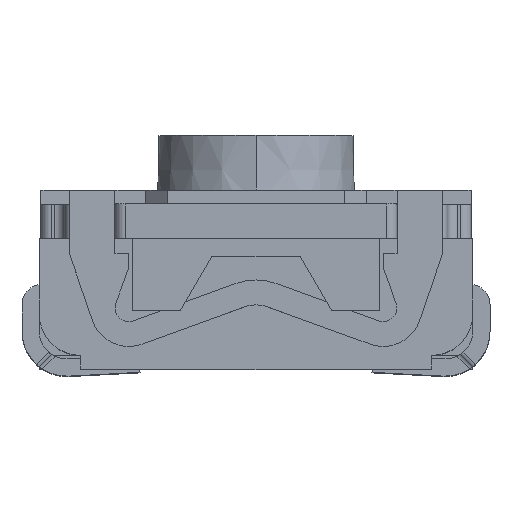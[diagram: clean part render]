
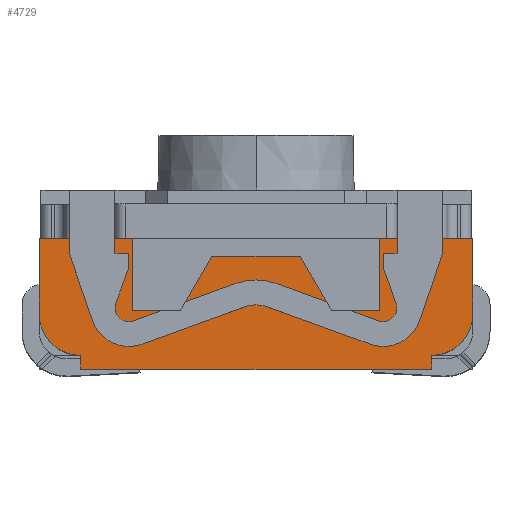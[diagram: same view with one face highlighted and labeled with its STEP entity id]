
A CAD part, top view. The second image highlights one B-rep face of the part: STEP entity #4729.
In plain terms, the highlighted planar face has unit normal (0, 0, 1).
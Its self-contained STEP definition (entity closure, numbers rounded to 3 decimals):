
#6 = CARTESIAN_POINT ( 'NONE',  ( -1.8, -1.9, 2.8 ) ) ;
#83 = LINE ( 'NONE', #6, #1883 ) ;
#105 = VECTOR ( 'NONE', #4081, 1000. ) ;
#116 = ORIENTED_EDGE ( 'NONE', *, *, #1911, .T. ) ;
#132 = LINE ( 'NONE', #1919, #3373 ) ;
#174 = CARTESIAN_POINT ( 'NONE',  ( -3.15, -1.1, 2.8 ) ) ;
#176 = CIRCLE ( 'NONE', #4118, 0.6 ) ;
#267 = EDGE_CURVE ( 'NONE', #5895, #1144, #4898, .T. ) ;
#325 = CARTESIAN_POINT ( 'NONE',  ( 2.55, -1.9, 2.8 ) ) ;
#559 = EDGE_CURVE ( 'NONE', #3734, #2861, #1244, .T. ) ;
#566 = VERTEX_POINT ( 'NONE', #4054 ) ;
#581 = ORIENTED_EDGE ( 'NONE', *, *, #5958, .F. ) ;
#596 = CARTESIAN_POINT ( 'NONE',  ( 2.55, -1.7, 2.8 ) ) ;
#611 = VERTEX_POINT ( 'NONE', #7340 ) ;
#630 = VERTEX_POINT ( 'NONE', #7302 ) ;
#655 = FACE_OUTER_BOUND ( 'NONE', #5545, .T. ) ;
#892 = EDGE_CURVE ( 'NONE', #1021, #6298, #4950, .T. ) ;
#1008 = VERTEX_POINT ( 'NONE', #4029 ) ;
#1021 = VERTEX_POINT ( 'NONE', #325 ) ;
#1095 = CARTESIAN_POINT ( 'NONE',  ( 0., 0., 2.8 ) ) ;
#1144 = VERTEX_POINT ( 'NONE', #5922 ) ;
#1158 = VECTOR ( 'NONE', #1876, 1000. ) ;
#1238 = DIRECTION ( 'NONE',  ( 0., 0., 1. ) ) ;
#1244 = LINE ( 'NONE', #2291, #1945 ) ;
#1367 = ORIENTED_EDGE ( 'NONE', *, *, #3404, .T. ) ;
#1423 = DIRECTION ( 'NONE',  ( -0.5, 0.866, 0. ) ) ;
#1561 = EDGE_CURVE ( 'NONE', #1144, #5121, #2254, .T. ) ;
#1593 = DIRECTION ( 'NONE',  ( -1., 0., 0. ) ) ;
#1681 = LINE ( 'NONE', #6398, #4841 ) ;
#1690 = CARTESIAN_POINT ( 'NONE',  ( -1.8, 0., 2.8 ) ) ;
#1718 = DIRECTION ( 'NONE',  ( 0., -1., 0. ) ) ;
#1737 = CARTESIAN_POINT ( 'NONE',  ( 1.8, -1.05, 2.8 ) ) ;
#1810 = EDGE_CURVE ( 'NONE', #6298, #1008, #3059, .T. ) ;
#1848 = PLANE ( 'NONE',  #3733 ) ;
#1876 = DIRECTION ( 'NONE',  ( -0.5, -0.866, 0. ) ) ;
#1883 = VECTOR ( 'NONE', #6430, 1000. ) ;
#1911 = EDGE_CURVE ( 'NONE', #566, #630, #6456, .T. ) ;
#1919 = CARTESIAN_POINT ( 'NONE',  ( 3.15, -1.9, 2.8 ) ) ;
#1945 = VECTOR ( 'NONE', #5837, 1000. ) ;
#2106 = CARTESIAN_POINT ( 'NONE',  ( 3.15, 0., 2.8 ) ) ;
#2211 = DIRECTION ( 'NONE',  ( 0., 0., 1. ) ) ;
#2254 = LINE ( 'NONE', #5209, #3793 ) ;
#2280 = CARTESIAN_POINT ( 'NONE',  ( -0.642, -0.256, 2.8 ) ) ;
#2291 = CARTESIAN_POINT ( 'NONE',  ( 1.8, -1.05, 2.8 ) ) ;
#2317 = EDGE_CURVE ( 'NONE', #611, #5192, #7130, .T. ) ;
#2461 = DIRECTION ( 'NONE',  ( -1., 0., 0. ) ) ;
#2591 = CARTESIAN_POINT ( 'NONE',  ( -3.15, -1.9, 2.8 ) ) ;
#2628 = ORIENTED_EDGE ( 'NONE', *, *, #1561, .F. ) ;
#2658 = VERTEX_POINT ( 'NONE', #5400 ) ;
#2830 = DIRECTION ( 'NONE',  ( 1., 0., 0. ) ) ;
#2861 = VERTEX_POINT ( 'NONE', #7416 ) ;
#2933 = ORIENTED_EDGE ( 'NONE', *, *, #267, .F. ) ;
#2942 = CARTESIAN_POINT ( 'NONE',  ( 1.8, -1.9, 2.8 ) ) ;
#3023 = CARTESIAN_POINT ( 'NONE',  ( -0.642, -0.256, 2.8 ) ) ;
#3059 = CIRCLE ( 'NONE', #5784, 0.6 ) ;
#3184 = CARTESIAN_POINT ( 'NONE',  ( 1.1, -1.05, 2.8 ) ) ;
#3373 = VECTOR ( 'NONE', #4259, 1000. ) ;
#3404 = EDGE_CURVE ( 'NONE', #2658, #6758, #3962, .T. ) ;
#3482 = VECTOR ( 'NONE', #1718, 1000. ) ;
#3519 = LINE ( 'NONE', #2942, #3482 ) ;
#3541 = CARTESIAN_POINT ( 'NONE',  ( 1.8, -1.9, 2.8 ) ) ;
#3578 = DIRECTION ( 'NONE',  ( 1., 0., 0. ) ) ;
#3719 = CARTESIAN_POINT ( 'NONE',  ( 2.55, -1.9, 2.8 ) ) ;
#3733 = AXIS2_PLACEMENT_3D ( 'NONE', #3541, #1238, #3578 ) ;
#3734 = VERTEX_POINT ( 'NONE', #6819 ) ;
#3735 = ORIENTED_EDGE ( 'NONE', *, *, #6207, .T. ) ;
#3747 = VERTEX_POINT ( 'NONE', #2106 ) ;
#3758 = DIRECTION ( 'NONE',  ( 0., 1., 0. ) ) ;
#3793 = VECTOR ( 'NONE', #4595, 1000. ) ;
#3880 = EDGE_CURVE ( 'NONE', #6623, #3734, #3519, .T. ) ;
#3924 = EDGE_CURVE ( 'NONE', #630, #5121, #83, .T. ) ;
#3962 = LINE ( 'NONE', #5741, #7555 ) ;
#4029 = CARTESIAN_POINT ( 'NONE',  ( 3.15, -1.1, 2.8 ) ) ;
#4041 = ORIENTED_EDGE ( 'NONE', *, *, #4570, .F. ) ;
#4050 = ORIENTED_EDGE ( 'NONE', *, *, #3880, .T. ) ;
#4054 = CARTESIAN_POINT ( 'NONE',  ( -1.1, -1.05, 2.8 ) ) ;
#4057 = VECTOR ( 'NONE', #4217, 1000. ) ;
#4081 = DIRECTION ( 'NONE',  ( -1., 0., 0. ) ) ;
#4118 = AXIS2_PLACEMENT_3D ( 'NONE', #5349, #5934, #2461 ) ;
#4217 = DIRECTION ( 'NONE',  ( 0., -1., 0. ) ) ;
#4259 = DIRECTION ( 'NONE',  ( 0., -1., 0. ) ) ;
#4274 = ORIENTED_EDGE ( 'NONE', *, *, #6956, .T. ) ;
#4319 = CARTESIAN_POINT ( 'NONE',  ( 1.8, 0., 2.8 ) ) ;
#4532 = VECTOR ( 'NONE', #3758, 1000. ) ;
#4570 = EDGE_CURVE ( 'NONE', #6623, #3747, #5205, .T. ) ;
#4595 = DIRECTION ( 'NONE',  ( 1., 0., 0. ) ) ;
#4596 = ORIENTED_EDGE ( 'NONE', *, *, #2317, .T. ) ;
#4729 = ADVANCED_FACE ( 'NONE', ( #655 ), #1848, .T. ) ;
#4748 = CARTESIAN_POINT ( 'NONE',  ( -2.55, -1.9, 2.8 ) ) ;
#4841 = VECTOR ( 'NONE', #5216, 1000. ) ;
#4884 = VECTOR ( 'NONE', #4935, 1000. ) ;
#4898 = LINE ( 'NONE', #2591, #4884 ) ;
#4935 = DIRECTION ( 'NONE',  ( 0., 1., 0. ) ) ;
#4950 = LINE ( 'NONE', #3719, #4532 ) ;
#5008 = CARTESIAN_POINT ( 'NONE',  ( 2.55, -1.1, 2.8 ) ) ;
#5121 = VERTEX_POINT ( 'NONE', #1690 ) ;
#5192 = VERTEX_POINT ( 'NONE', #5672 ) ;
#5205 = LINE ( 'NONE', #1095, #6829 ) ;
#5209 = CARTESIAN_POINT ( 'NONE',  ( 0., 0., 2.8 ) ) ;
#5216 = DIRECTION ( 'NONE',  ( 1., 0., 0. ) ) ;
#5349 = CARTESIAN_POINT ( 'NONE',  ( -2.55, -1.1, 2.8 ) ) ;
#5379 = LINE ( 'NONE', #3023, #1158 ) ;
#5400 = CARTESIAN_POINT ( 'NONE',  ( 0.642, -0.256, 2.8 ) ) ;
#5531 = EDGE_CURVE ( 'NONE', #2861, #2658, #6674, .T. ) ;
#5536 = ORIENTED_EDGE ( 'NONE', *, *, #3924, .T. ) ;
#5545 = EDGE_LOOP ( 'NONE', ( #3735, #5718, #7639, #581, #4041, #4050, #5984, #6192, #1367, #6170, #116, #5536, #2628, #2933, #4274, #4596 ) ) ;
#5672 = CARTESIAN_POINT ( 'NONE',  ( -2.55, -1.9, 2.8 ) ) ;
#5718 = ORIENTED_EDGE ( 'NONE', *, *, #892, .T. ) ;
#5741 = CARTESIAN_POINT ( 'NONE',  ( 1.8, -0.256, 2.8 ) ) ;
#5784 = AXIS2_PLACEMENT_3D ( 'NONE', #5008, #2211, #1593 ) ;
#5831 = VECTOR ( 'NONE', #1423, 1000. ) ;
#5837 = DIRECTION ( 'NONE',  ( -1., 0., 0. ) ) ;
#5895 = VERTEX_POINT ( 'NONE', #174 ) ;
#5922 = CARTESIAN_POINT ( 'NONE',  ( -3.15, 0., 2.8 ) ) ;
#5934 = DIRECTION ( 'NONE',  ( 0., 0., 1. ) ) ;
#5958 = EDGE_CURVE ( 'NONE', #3747, #1008, #132, .T. ) ;
#5984 = ORIENTED_EDGE ( 'NONE', *, *, #559, .T. ) ;
#6000 = EDGE_CURVE ( 'NONE', #6758, #566, #5379, .T. ) ;
#6170 = ORIENTED_EDGE ( 'NONE', *, *, #6000, .T. ) ;
#6192 = ORIENTED_EDGE ( 'NONE', *, *, #5531, .T. ) ;
#6207 = EDGE_CURVE ( 'NONE', #5192, #1021, #1681, .T. ) ;
#6298 = VERTEX_POINT ( 'NONE', #596 ) ;
#6331 = DIRECTION ( 'NONE',  ( -1., 0., 0. ) ) ;
#6398 = CARTESIAN_POINT ( 'NONE',  ( 1.8, -1.9, 2.8 ) ) ;
#6430 = DIRECTION ( 'NONE',  ( 0., 1., 0. ) ) ;
#6456 = LINE ( 'NONE', #1737, #105 ) ;
#6623 = VERTEX_POINT ( 'NONE', #4319 ) ;
#6674 = LINE ( 'NONE', #3184, #5831 ) ;
#6758 = VERTEX_POINT ( 'NONE', #2280 ) ;
#6819 = CARTESIAN_POINT ( 'NONE',  ( 1.8, -1.05, 2.8 ) ) ;
#6829 = VECTOR ( 'NONE', #2830, 1000. ) ;
#6956 = EDGE_CURVE ( 'NONE', #5895, #611, #176, .T. ) ;
#7130 = LINE ( 'NONE', #4748, #4057 ) ;
#7302 = CARTESIAN_POINT ( 'NONE',  ( -1.8, -1.05, 2.8 ) ) ;
#7340 = CARTESIAN_POINT ( 'NONE',  ( -2.55, -1.7, 2.8 ) ) ;
#7416 = CARTESIAN_POINT ( 'NONE',  ( 1.1, -1.05, 2.8 ) ) ;
#7555 = VECTOR ( 'NONE', #6331, 1000. ) ;
#7639 = ORIENTED_EDGE ( 'NONE', *, *, #1810, .T. ) ;
